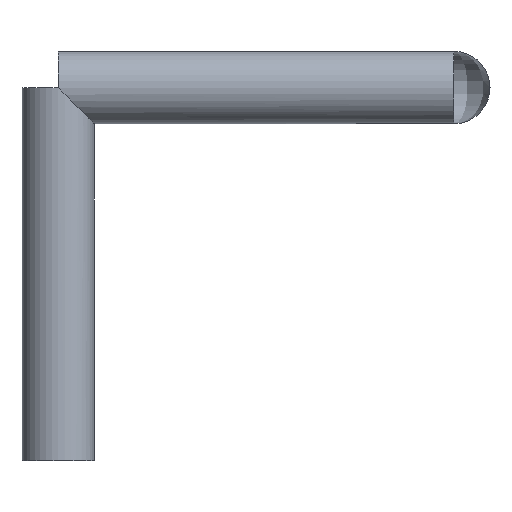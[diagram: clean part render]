
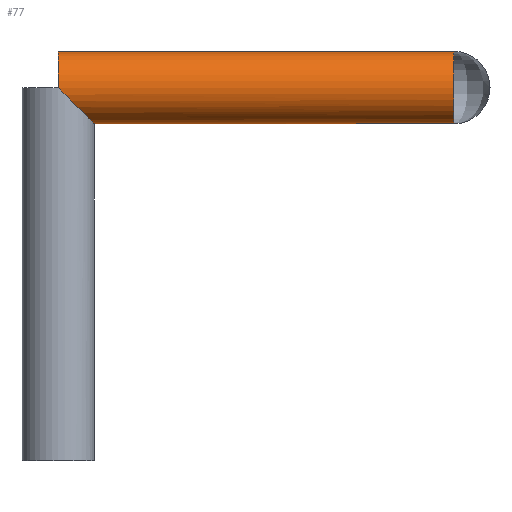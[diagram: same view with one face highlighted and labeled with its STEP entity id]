
A CAD part, left-side view. The second image highlights one B-rep face of the part: STEP entity #77.
In plain terms, the highlighted cylindrical face has radius 0.814 mm (diameter 1.628 mm), a full revolution.
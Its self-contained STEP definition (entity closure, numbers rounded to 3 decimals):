
#39 = VERTEX_POINT('',#40);
#40 = CARTESIAN_POINT('',(-11.686,0.,8.382));
#46 = EDGE_CURVE('',#47,#39,#49,.T.);
#47 = VERTEX_POINT('',#48);
#48 = CARTESIAN_POINT('',(-11.686,0.,
    8.382));
#49 = ELLIPSE('',#50,1.151,0.814);
#50 = AXIS2_PLACEMENT_3D('',#51,#52,#53);
#51 = CARTESIAN_POINT('',(-12.5,0.,8.382));
#52 = DIRECTION('',(0.,-0.707,0.707));
#53 = DIRECTION('',(0.,0.707,0.707));
#55 = EDGE_CURVE('',#56,#47,#58,.T.);
#56 = VERTEX_POINT('',#57);
#57 = CARTESIAN_POINT('',(-13.314,0.,8.382));
#58 = ELLIPSE('',#59,1.151,0.814);
#59 = AXIS2_PLACEMENT_3D('',#60,#61,#62);
#60 = CARTESIAN_POINT('',(-12.5,0.,8.382));
#61 = DIRECTION('',(0.,-0.707,0.707));
#62 = DIRECTION('',(0.,0.707,0.707));
#77 = ADVANCED_FACE('',(#78),#123,.T.);
#78 = FACE_BOUND('',#79,.T.);
#79 = EDGE_LOOP('',(#80,#88,#97,#106,#113,#114,#121,#122));
#80 = ORIENTED_EDGE('',*,*,#81,.T.);
#81 = EDGE_CURVE('',#39,#82,#84,.T.);
#82 = VERTEX_POINT('',#83);
#83 = CARTESIAN_POINT('',(-11.686,-8.076,8.382));
#84 = LINE('',#85,#86);
#85 = CARTESIAN_POINT('',(-11.686,0.,8.382));
#86 = VECTOR('',#87,1.);
#87 = DIRECTION('',(0.,-1.,0.));
#88 = ORIENTED_EDGE('',*,*,#89,.F.);
#89 = EDGE_CURVE('',#90,#82,#92,.T.);
#90 = VERTEX_POINT('',#91);
#91 = CARTESIAN_POINT('',(-12.5,-8.89,7.568));
#92 = ELLIPSE('',#93,1.151,0.814);
#93 = AXIS2_PLACEMENT_3D('',#94,#95,#96);
#94 = CARTESIAN_POINT('',(-12.5,-8.89,8.382));
#95 = DIRECTION('',(0.707,-0.707,0.));
#96 = DIRECTION('',(-0.707,-0.707,0.));
#97 = ORIENTED_EDGE('',*,*,#98,.F.);
#98 = EDGE_CURVE('',#99,#90,#101,.T.);
#99 = VERTEX_POINT('',#100);
#100 = CARTESIAN_POINT('',(-12.5,-8.89,9.196));
#101 = CIRCLE('',#102,0.814);
#102 = AXIS2_PLACEMENT_3D('',#103,#104,#105);
#103 = CARTESIAN_POINT('',(-12.5,-8.89,8.382));
#104 = DIRECTION('',(0.,-1.,0.));
#105 = DIRECTION('',(1.,0.,0.));
#106 = ORIENTED_EDGE('',*,*,#107,.F.);
#107 = EDGE_CURVE('',#82,#99,#108,.T.);
#108 = ELLIPSE('',#109,1.151,0.814);
#109 = AXIS2_PLACEMENT_3D('',#110,#111,#112);
#110 = CARTESIAN_POINT('',(-12.5,-8.89,8.382));
#111 = DIRECTION('',(0.707,-0.707,0.));
#112 = DIRECTION('',(-0.707,-0.707,0.));
#113 = ORIENTED_EDGE('',*,*,#81,.F.);
#114 = ORIENTED_EDGE('',*,*,#115,.T.);
#115 = EDGE_CURVE('',#39,#56,#116,.T.);
#116 = CIRCLE('',#117,0.814);
#117 = AXIS2_PLACEMENT_3D('',#118,#119,#120);
#118 = CARTESIAN_POINT('',(-12.5,0.,8.382));
#119 = DIRECTION('',(0.,-1.,0.));
#120 = DIRECTION('',(1.,0.,0.));
#121 = ORIENTED_EDGE('',*,*,#55,.T.);
#122 = ORIENTED_EDGE('',*,*,#46,.T.);
#123 = CYLINDRICAL_SURFACE('',#124,0.814);
#124 = AXIS2_PLACEMENT_3D('',#125,#126,#127);
#125 = CARTESIAN_POINT('',(-12.5,0.,8.382));
#126 = DIRECTION('',(0.,-1.,0.));
#127 = DIRECTION('',(1.,0.,0.));
